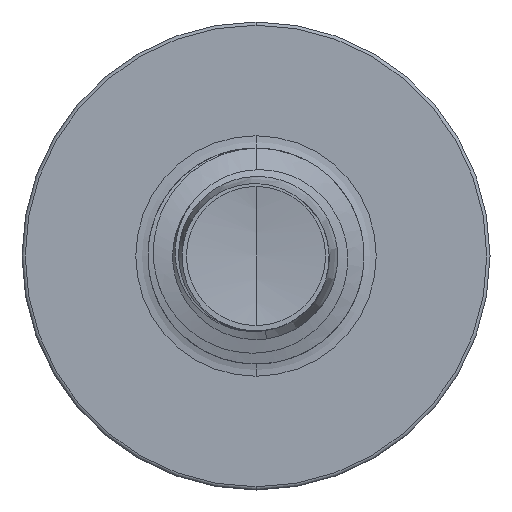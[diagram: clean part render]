
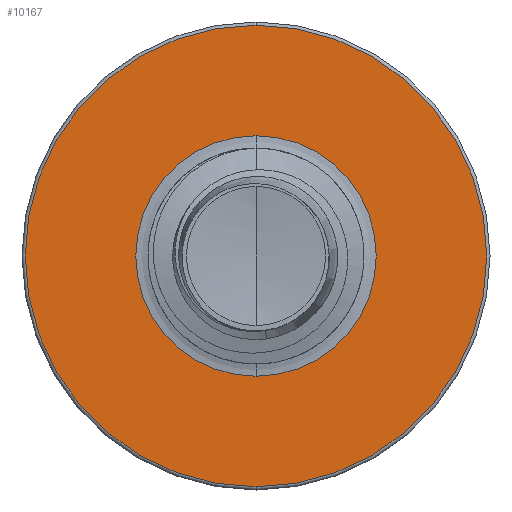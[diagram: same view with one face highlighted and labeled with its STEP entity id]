
A CAD part, front view. The second image highlights one B-rep face of the part: STEP entity #10167.
In plain terms, the highlighted planar face has unit normal (0, -1, 0).
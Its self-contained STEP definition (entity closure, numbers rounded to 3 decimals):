
#181 = DIRECTION ( 'NONE',  ( 0., 0., 1. ) ) ;
#197 = PLANE ( 'NONE',  #5372 ) ;
#263 = CARTESIAN_POINT ( 'NONE',  ( 0., 5.5, -1.67 ) ) ;
#306 = DIRECTION ( 'NONE',  ( 0., 1., 0. ) ) ;
#466 = VERTEX_POINT ( 'NONE', #8744 ) ;
#885 = CIRCLE ( 'NONE', #1432, 1.67 ) ;
#1012 = AXIS2_PLACEMENT_3D ( 'NONE', #12449, #6845, #13069 ) ;
#1432 = AXIS2_PLACEMENT_3D ( 'NONE', #12212, #6252, #12747 ) ;
#2242 = EDGE_LOOP ( 'NONE', ( #4459, #11491 ) ) ;
#2243 = CARTESIAN_POINT ( 'NONE',  ( 0., 5.5, -1.67 ) ) ;
#2501 = ORIENTED_EDGE ( 'NONE', *, *, #11102, .T. ) ;
#2646 = CIRCLE ( 'NONE', #5601, 3.205 ) ;
#4376 = DIRECTION ( 'NONE',  ( 0., 0., 1. ) ) ;
#4459 = ORIENTED_EDGE ( 'NONE', *, *, #10371, .F. ) ;
#4600 = CIRCLE ( 'NONE', #1012, 3.205 ) ;
#4617 = DIRECTION ( 'NONE',  ( 0., 1., 0. ) ) ;
#4644 = CARTESIAN_POINT ( 'NONE',  ( 0., 5.5, 0. ) ) ;
#4790 = ORIENTED_EDGE ( 'NONE', *, *, #13048, .T. ) ;
#4970 = VERTEX_POINT ( 'NONE', #2243 ) ;
#5372 = AXIS2_PLACEMENT_3D ( 'NONE', #263, #306, #181 ) ;
#5601 = AXIS2_PLACEMENT_3D ( 'NONE', #4644, #4617, #4376 ) ;
#6252 = DIRECTION ( 'NONE',  ( 0., 1., 0. ) ) ;
#6458 = CARTESIAN_POINT ( 'NONE',  ( 0., 5.5, 3.205 ) ) ;
#6845 = DIRECTION ( 'NONE',  ( 0., 1., 0. ) ) ;
#7088 = FACE_OUTER_BOUND ( 'NONE', #2242, .T. ) ;
#7310 = AXIS2_PLACEMENT_3D ( 'NONE', #8630, #8627, #8617 ) ;
#8601 = EDGE_LOOP ( 'NONE', ( #4790, #2501 ) ) ;
#8617 = DIRECTION ( 'NONE',  ( 0., 0., 1. ) ) ;
#8627 = DIRECTION ( 'NONE',  ( 0., 1., 0. ) ) ;
#8630 = CARTESIAN_POINT ( 'NONE',  ( 0., 5.5, 0. ) ) ;
#8744 = CARTESIAN_POINT ( 'NONE',  ( 0., 5.5, 1.67 ) ) ;
#9554 = VERTEX_POINT ( 'NONE', #6458 ) ;
#9710 = FACE_BOUND ( 'NONE', #8601, .T. ) ;
#10167 = ADVANCED_FACE ( 'NONE', ( #7088, #9710 ), #197, .F. ) ;
#10371 = EDGE_CURVE ( 'NONE', #9554, #12634, #2646, .T. ) ;
#11102 = EDGE_CURVE ( 'NONE', #4970, #466, #13909, .T. ) ;
#11491 = ORIENTED_EDGE ( 'NONE', *, *, #13317, .F. ) ;
#12212 = CARTESIAN_POINT ( 'NONE',  ( 0., 5.5, 0. ) ) ;
#12449 = CARTESIAN_POINT ( 'NONE',  ( 0., 5.5, 0. ) ) ;
#12634 = VERTEX_POINT ( 'NONE', #13987 ) ;
#12747 = DIRECTION ( 'NONE',  ( 0., 0., 1. ) ) ;
#13048 = EDGE_CURVE ( 'NONE', #466, #4970, #885, .T. ) ;
#13069 = DIRECTION ( 'NONE',  ( 0., 0., 1. ) ) ;
#13317 = EDGE_CURVE ( 'NONE', #12634, #9554, #4600, .T. ) ;
#13909 = CIRCLE ( 'NONE', #7310, 1.67 ) ;
#13987 = CARTESIAN_POINT ( 'NONE',  ( 0., 5.5, -3.205 ) ) ;
